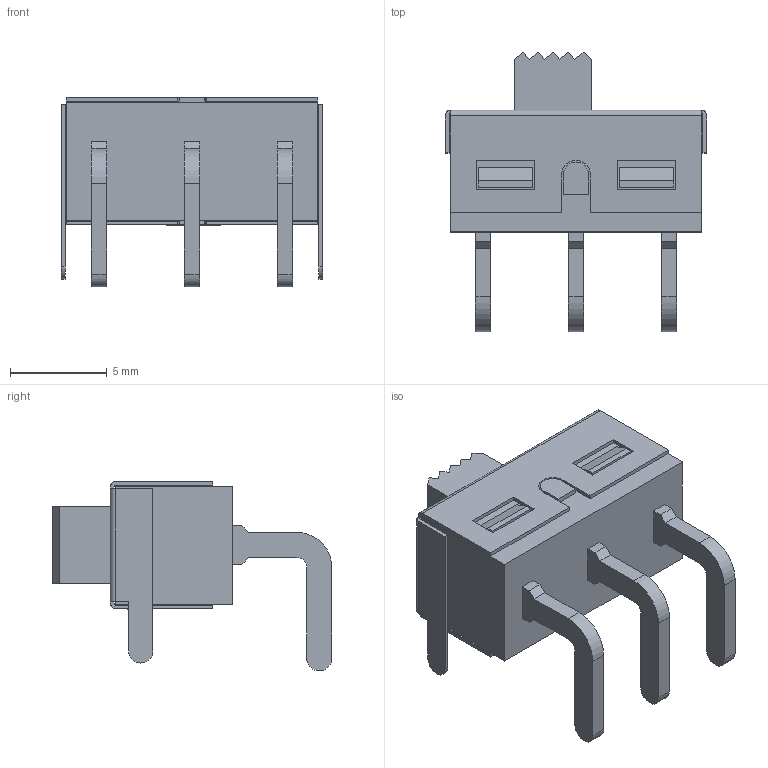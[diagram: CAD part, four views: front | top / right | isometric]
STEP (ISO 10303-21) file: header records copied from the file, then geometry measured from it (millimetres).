
FILE_DESCRIPTION((''),'2;1');
FILE_NAME('C843366_ASM','2021-12-15T21:34:13',('荣耀'),(''),'CREO PARAMETRIC BY PTC INC, 2019080','CREO PARAMETRIC BY PTC INC, 2019080','');
FILE_SCHEMA(('CONFIG_CONTROL_DESIGN'));
Length unit declared in the file: millimetre
Products named in the file (6): COMPOUND-414_1_2_3_4_5_1; COMPOUND-414_1_2_3_4_5_2; COMPOUND-414_1_2_3_4_5_ASM; F171D23DF567411FB4117E576AD88_1_ASM; PCBMODEL_1_2_3_4_5_6_7_8_9_1_34_ASM; C843366_ASM
Assembly tree (5 placements, depth 5):
  C843366_ASM
    PCBMODEL_1_2_3_4_5_6_7_8_9_1_34_ASM
      F171D23DF567411FB4117E576AD88_1_ASM
        COMPOUND-414_1_2_3_4_5_ASM
          COMPOUND-414_1_2_3_4_5_1
          COMPOUND-414_1_2_3_4_5_2
Bounding box: 13.5 x 14.45 x 9.8 mm (x, y, z)
Volume: 605 mm3; surface area: 1005.2 mm2
Topology: 2 solids, 2 shells, 205 faces, 575 edges, 386 vertices
Faces by surface type: plane 180, cylinder 25
Entity records: 6714 total; most frequent: CARTESIAN_POINT 1181, ORIENTED_EDGE 1150, DIRECTION 1065, EDGE_CURVE 575, VECTOR 525, LINE 525, VERTEX_POINT 386, AXIS2_PLACEMENT_3D 270
